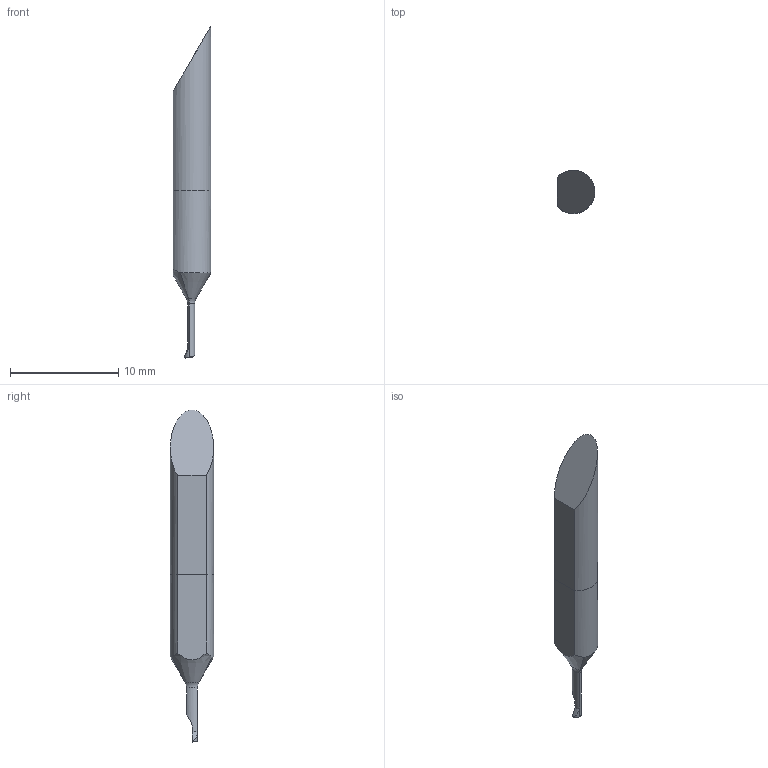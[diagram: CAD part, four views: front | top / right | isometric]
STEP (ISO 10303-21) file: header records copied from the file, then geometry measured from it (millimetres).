
FILE_DESCRIPTION(/* description */ (''),/* implementation_level */ '2;1');
FILE_NAME(/* name */ 'A761422.stp',/* time_stamp */ '2017-10-27T11:34:30+05:00',/* author */ (''),/* organization */ (''),/* preprocessor_version */ 'ST-DEVELOPER v16',/* originating_system */ 'SIEMENS PLM Software NX 11.0',/* authorisation */ '');
FILE_SCHEMA (('AUTOMOTIVE_DESIGN { 1 0 10303 214 3 1 1 1 }'));
Length unit declared in the file: millimetre
Products named in the file (1): A761422
Bounding box: 3.5 x 4 x 30.72 mm (x, y, z)
Volume: 243.5 mm3; surface area: 324 mm2
Topology: 3 solids, 3 shells, 26 faces, 57 edges, 37 vertices
Faces by surface type: plane 12, cylinder 7, torus 4, cone 3
Entity records: 950 total; most frequent: CARTESIAN_POINT 328, DIRECTION 116, ORIENTED_EDGE 114, EDGE_CURVE 57, AXIS2_PLACEMENT_3D 47, VERTEX_POINT 37, ADVANCED_FACE 26, FACE_OUTER_BOUND 26
